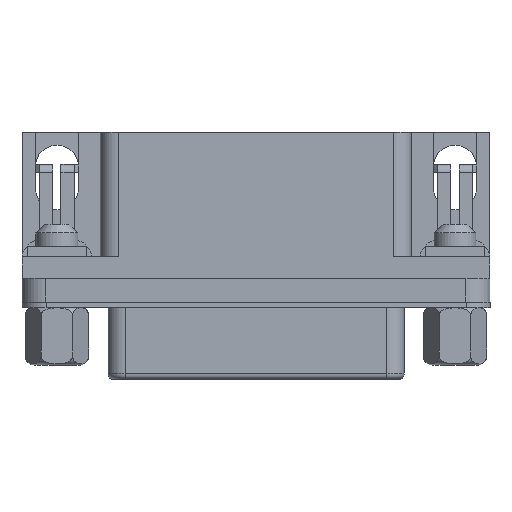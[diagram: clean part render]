
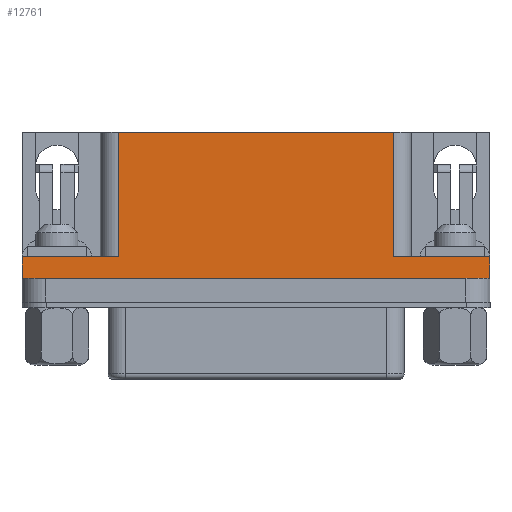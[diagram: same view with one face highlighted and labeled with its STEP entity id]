
A CAD part, top view. The second image highlights one B-rep face of the part: STEP entity #12761.
In plain terms, the highlighted planar face has unit normal (0, 0, 1).
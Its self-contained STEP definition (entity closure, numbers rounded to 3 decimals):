
#692=LINE('',#18923,#2218);
#785=LINE('',#19155,#2311);
#791=LINE('',#19166,#2317);
#794=LINE('',#19174,#2320);
#795=LINE('',#19175,#2321);
#796=LINE('',#19177,#2322);
#797=LINE('',#19179,#2323);
#798=LINE('',#19181,#2324);
#2218=VECTOR('',#15172,1000.);
#2311=VECTOR('',#15339,1000.);
#2317=VECTOR('',#15347,1000.);
#2320=VECTOR('',#15354,1000.);
#2321=VECTOR('',#15355,1000.);
#2322=VECTOR('',#15356,1000.);
#2323=VECTOR('',#15357,1000.);
#2324=VECTOR('',#15358,1000.);
#3973=ORIENTED_EDGE('',*,*,#7500,.T.);
#3974=ORIENTED_EDGE('',*,*,#7625,.T.);
#3975=ORIENTED_EDGE('',*,*,#7621,.T.);
#3976=ORIENTED_EDGE('',*,*,#7615,.F.);
#3977=ORIENTED_EDGE('',*,*,#7626,.F.);
#3978=ORIENTED_EDGE('',*,*,#7627,.T.);
#3979=ORIENTED_EDGE('',*,*,#7628,.F.);
#3980=ORIENTED_EDGE('',*,*,#7629,.T.);
#7500=EDGE_CURVE('',#9306,#9305,#692,.T.);
#7615=EDGE_CURVE('',#9407,#9408,#785,.T.);
#7621=EDGE_CURVE('',#9412,#9408,#791,.T.);
#7625=EDGE_CURVE('',#9305,#9412,#794,.T.);
#7626=EDGE_CURVE('',#9415,#9407,#795,.T.);
#7627=EDGE_CURVE('',#9415,#9416,#796,.T.);
#7628=EDGE_CURVE('',#9417,#9416,#797,.T.);
#7629=EDGE_CURVE('',#9417,#9306,#798,.T.);
#9305=VERTEX_POINT('',#18922);
#9306=VERTEX_POINT('',#18924);
#9407=VERTEX_POINT('',#19154);
#9408=VERTEX_POINT('',#19156);
#9412=VERTEX_POINT('',#19167);
#9415=VERTEX_POINT('',#19176);
#9416=VERTEX_POINT('',#19178);
#9417=VERTEX_POINT('',#19180);
#10634=EDGE_LOOP('',(#3973,#3974,#3975,#3976,#3977,#3978,#3979,#3980));
#11450=FACE_BOUND('',#10634,.T.);
#12216=PLANE('',#13782);
#12761=ADVANCED_FACE('',(#11450),#12216,.T.);
#13782=AXIS2_PLACEMENT_3D('',#19173,#15352,#15353);
#15172=DIRECTION('',(-1.,0.,0.));
#15339=DIRECTION('',(0.,1.,0.));
#15347=DIRECTION('',(-1.,0.,0.));
#15352=DIRECTION('',(0.,0.,1.));
#15353=DIRECTION('',(1.,0.,0.));
#15354=DIRECTION('',(0.,-1.,0.));
#15355=DIRECTION('',(-1.,0.,0.));
#15356=DIRECTION('',(0.,1.,0.));
#15357=DIRECTION('',(1.,0.,0.));
#15358=DIRECTION('',(0.,1.,0.));
#18922=CARTESIAN_POINT('',(-11.515,7.1,4.225));
#18923=CARTESIAN_POINT('',(19.57,7.1,4.225));
#18924=CARTESIAN_POINT('',(11.515,7.1,4.225));
#19154=CARTESIAN_POINT('',(-19.57,-5.1,4.225));
#19155=CARTESIAN_POINT('',(-19.57,-5.1,4.225));
#19156=CARTESIAN_POINT('',(-19.57,-3.3,4.225));
#19166=CARTESIAN_POINT('',(-13.015,-3.3,4.225));
#19167=CARTESIAN_POINT('',(-11.515,-3.3,4.225));
#19173=CARTESIAN_POINT('',(19.57,-5.1,4.225));
#19174=CARTESIAN_POINT('',(-11.515,-3.3,4.225));
#19175=CARTESIAN_POINT('',(19.57,-5.1,4.225));
#19176=CARTESIAN_POINT('',(19.57,-5.1,4.225));
#19177=CARTESIAN_POINT('',(19.57,-5.1,4.225));
#19178=CARTESIAN_POINT('',(19.57,-3.3,4.225));
#19179=CARTESIAN_POINT('',(13.015,-3.3,4.225));
#19180=CARTESIAN_POINT('',(11.515,-3.3,4.225));
#19181=CARTESIAN_POINT('',(11.515,7.1,4.225));
